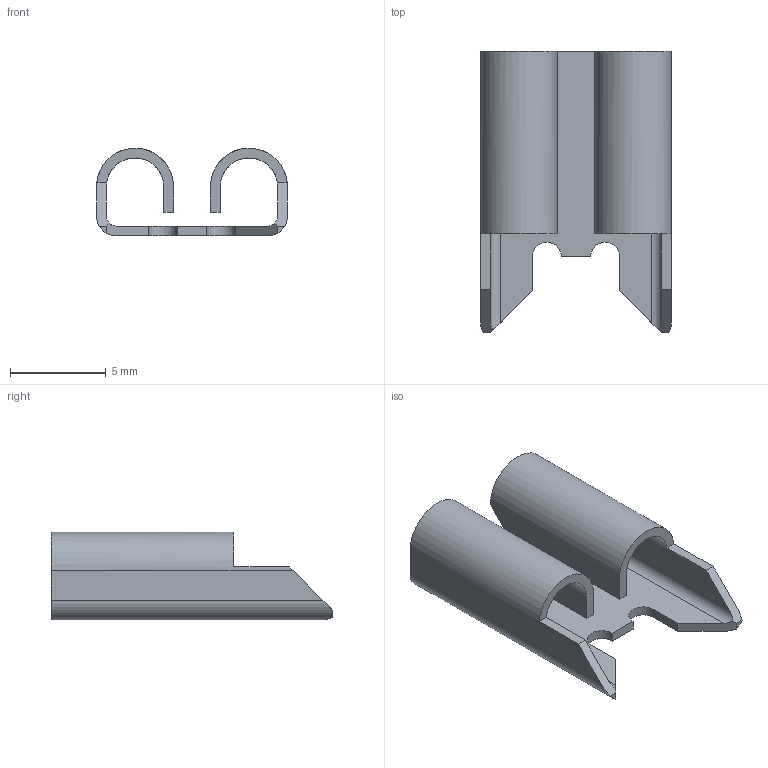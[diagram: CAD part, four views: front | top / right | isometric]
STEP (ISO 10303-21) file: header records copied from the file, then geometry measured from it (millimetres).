
FILE_DESCRIPTION (( 'STEP AP214' ), '1' );
FILE_NAME ('3555.STEP', '2024-09-05T08:07:30', ( '' ), ( '' ), 'SwSTEP 2.0', 'SolidWorks 2016', '' );
FILE_SCHEMA (( 'AUTOMOTIVE_DESIGN' ));
Length unit declared in the file: millimetre
Products named in the file (1): 3555
Bounding box: 9.96 x 14.68 x 4.57 mm (x, y, z)
Volume: 151.5 mm3; surface area: 640.4 mm2
Topology: 1 solids, 1 shells, 38 faces, 108 edges, 72 vertices
Faces by surface type: plane 28, cylinder 10
Entity records: 1264 total; most frequent: CARTESIAN_POINT 255, ORIENTED_EDGE 216, DIRECTION 192, EDGE_CURVE 108, VECTOR 78, LINE 78, VERTEX_POINT 72, AXIS2_PLACEMENT_3D 57
